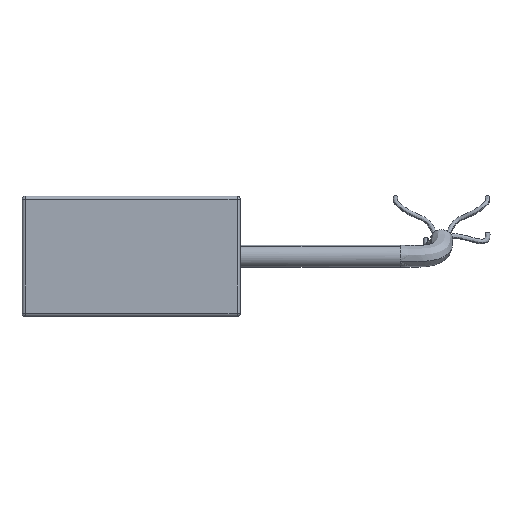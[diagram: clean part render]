
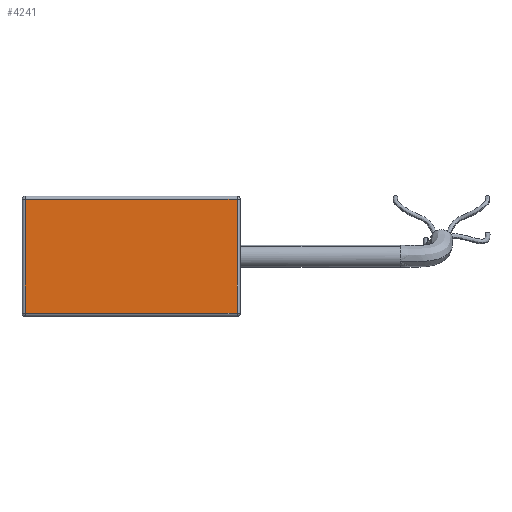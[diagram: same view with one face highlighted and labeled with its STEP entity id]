
A CAD part, left-side view. The second image highlights one B-rep face of the part: STEP entity #4241.
In plain terms, the highlighted planar face has unit normal (-1, 0, 0).
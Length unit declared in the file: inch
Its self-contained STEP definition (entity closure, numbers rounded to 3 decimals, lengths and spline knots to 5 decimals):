
#3581=DIRECTION('',(0.,0.,-1.));
#3582=VECTOR('',#3581,1.41732);
#3583=CARTESIAN_POINT('',(-1.11024,0.03937,
0.70866));
#3584=LINE('',#3583,#3582);
#3585=DIRECTION('',(0.,-1.,0.));
#3586=VECTOR('',#3585,2.6378);
#3587=CARTESIAN_POINT('',(-1.11024,2.67717,
-0.70866));
#3588=LINE('',#3587,#3586);
#3984=DIRECTION('',(0.,1.,0.));
#3985=VECTOR('',#3984,2.6378);
#3986=CARTESIAN_POINT('',(-1.11024,0.03937,
0.70866));
#3987=LINE('',#3986,#3985);
#4019=DIRECTION('',(0.,0.,-1.));
#4020=VECTOR('',#4019,1.41732);
#4021=CARTESIAN_POINT('',(-1.11024,2.67717,
0.70866));
#4022=LINE('',#4021,#4020);
#4059=CARTESIAN_POINT('',(-1.11024,0.03937,
-0.70866));
#4061=VERTEX_POINT('',#4059);
#4064=CARTESIAN_POINT('',(-1.11024,0.03937,
0.70866));
#4065=VERTEX_POINT('',#4064);
#4068=CARTESIAN_POINT('',(-1.11024,2.67717,
-0.70866));
#4069=VERTEX_POINT('',#4068);
#4178=CARTESIAN_POINT('',(-1.11024,2.67717,
0.70866));
#4179=VERTEX_POINT('',#4178);
#4227=CARTESIAN_POINT('',(-1.11024,1.35827,0.));
#4228=DIRECTION('',(1.,0.,0.));
#4229=DIRECTION('',(0.,0.,-1.));
#4230=AXIS2_PLACEMENT_3D('',#4227,#4228,#4229);
#4231=PLANE('',#4230);
#4233=ORIENTED_EDGE('',*,*,#4232,.F.);
#4235=ORIENTED_EDGE('',*,*,#4234,.F.);
#4237=ORIENTED_EDGE('',*,*,#4236,.F.);
#4238=ORIENTED_EDGE('',*,*,#4210,.T.);
#4239=EDGE_LOOP('',(#4233,#4235,#4237,#4238));
#4240=FACE_OUTER_BOUND('',#4239,.F.);
#4241=ADVANCED_FACE('',(#4240),#4231,.F.);
#4210=EDGE_CURVE('',#4065,#4061,#3584,.T.);
#4232=EDGE_CURVE('',#4069,#4061,#3588,.T.);
#4234=EDGE_CURVE('',#4179,#4069,#4022,.T.);
#4236=EDGE_CURVE('',#4065,#4179,#3987,.T.);
